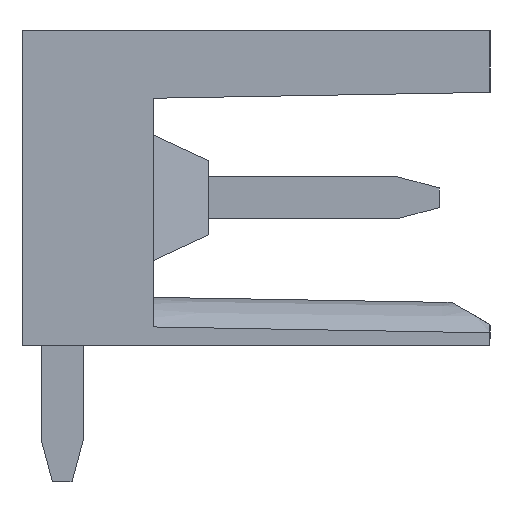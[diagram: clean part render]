
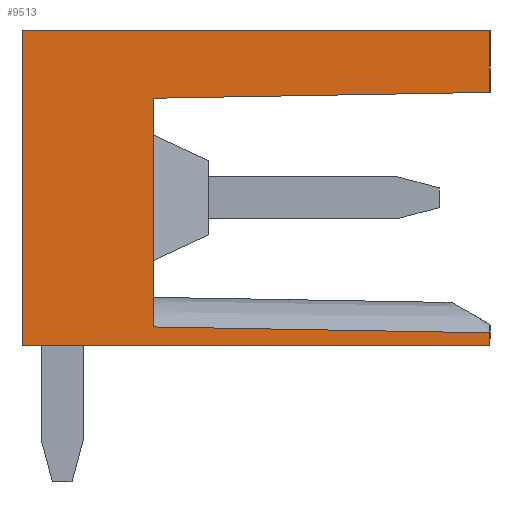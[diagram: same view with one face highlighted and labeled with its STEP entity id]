
A CAD part, left-side view. The second image highlights one B-rep face of the part: STEP entity #9513.
In plain terms, the highlighted planar face has unit normal (-1, 0, 0).
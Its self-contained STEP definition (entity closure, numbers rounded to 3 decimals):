
#9482=AXIS2_PLACEMENT_3D('Plane Axis2P3D',#9479,#9480,#9481) ;
#4663=CARTESIAN_POINT('Vertex',(0.,11.05,3.2)) ;
#4666=CARTESIAN_POINT('Line Origine',(0.,11.05,6.925)) ;
#4670=CARTESIAN_POINT('Vertex',(0.,11.05,10.65)) ;
#5534=CARTESIAN_POINT('Vertex',(0.,0.,3.2)) ;
#5537=CARTESIAN_POINT('Line Origine',(0.,5.525,3.2)) ;
#5632=CARTESIAN_POINT('Vertex',(0.,0.,10.65)) ;
#5637=CARTESIAN_POINT('Line Origine',(0.,0.,9.919)) ;
#5641=CARTESIAN_POINT('Vertex',(0.,0.,9.189)) ;
#7039=CARTESIAN_POINT('Line Origine',(0.,0.,3.356)) ;
#7043=CARTESIAN_POINT('Vertex',(0.,0.,3.511)) ;
#8115=CARTESIAN_POINT('Line Origine',(0.,5.525,10.65)) ;
#9479=CARTESIAN_POINT('Axis2P3D Location',(0.,0.,0.)) ;
#9484=CARTESIAN_POINT('Line Origine',(0.,3.975,3.581)) ;
#9488=CARTESIAN_POINT('Vertex',(0.,7.95,3.65)) ;
#9491=CARTESIAN_POINT('Line Origine',(0.,7.95,6.35)) ;
#9495=CARTESIAN_POINT('Vertex',(0.,7.95,9.05)) ;
#9498=CARTESIAN_POINT('Line Origine',(0.,3.975,9.119)) ;
#4667=DIRECTION('Vector Direction',(0.,0.,1.)) ;
#5538=DIRECTION('Vector Direction',(0.,1.,0.)) ;
#5638=DIRECTION('Vector Direction',(0.,0.,-1.)) ;
#7040=DIRECTION('Vector Direction',(0.,0.,-1.)) ;
#8116=DIRECTION('Vector Direction',(0.,-1.,0.)) ;
#9480=DIRECTION('Axis2P3D Direction',(-1.,0.,0.)) ;
#9481=DIRECTION('Axis2P3D XDirection',(0.,-1.,0.)) ;
#9485=DIRECTION('Vector Direction',(0.,1.,0.017)) ;
#9492=DIRECTION('Vector Direction',(0.,0.,1.)) ;
#9499=DIRECTION('Vector Direction',(0.,1.,-0.017)) ;
#4668=VECTOR('Line Direction',#4667,1.) ;
#5539=VECTOR('Line Direction',#5538,1.) ;
#5639=VECTOR('Line Direction',#5638,1.) ;
#7041=VECTOR('Line Direction',#7040,1.) ;
#8117=VECTOR('Line Direction',#8116,1.) ;
#9486=VECTOR('Line Direction',#9485,1.) ;
#9493=VECTOR('Line Direction',#9492,1.) ;
#9500=VECTOR('Line Direction',#9499,1.) ;
#9504=ORIENTED_EDGE('',*,*,#5643,.T.) ;
#9505=ORIENTED_EDGE('',*,*,#8119,.T.) ;
#9506=ORIENTED_EDGE('',*,*,#4672,.T.) ;
#9507=ORIENTED_EDGE('',*,*,#5541,.T.) ;
#9508=ORIENTED_EDGE('',*,*,#7045,.T.) ;
#9509=ORIENTED_EDGE('',*,*,#9490,.F.) ;
#9510=ORIENTED_EDGE('',*,*,#9497,.F.) ;
#9511=ORIENTED_EDGE('',*,*,#9502,.F.) ;
#9513=ADVANCED_FACE('HOUSING',(#9512),#9483,.T.) ;
#4672=EDGE_CURVE('',#4671,#4664,#4669,.F.) ;
#5541=EDGE_CURVE('',#4664,#5535,#5540,.F.) ;
#5643=EDGE_CURVE('',#5642,#5633,#5640,.F.) ;
#7045=EDGE_CURVE('',#5535,#7044,#7042,.F.) ;
#8119=EDGE_CURVE('',#5633,#4671,#8118,.F.) ;
#9490=EDGE_CURVE('',#9489,#7044,#9487,.F.) ;
#9497=EDGE_CURVE('',#9496,#9489,#9494,.F.) ;
#9502=EDGE_CURVE('',#5642,#9496,#9501,.T.) ;
#9503=EDGE_LOOP('',(#9504,#9505,#9506,#9507,#9508,#9509,#9510,#9511)) ;
#9512=FACE_OUTER_BOUND('',#9503,.T.) ;
#4669=LINE('Line',#4666,#4668) ;
#5540=LINE('Line',#5537,#5539) ;
#5640=LINE('Line',#5637,#5639) ;
#7042=LINE('Line',#7039,#7041) ;
#8118=LINE('Line',#8115,#8117) ;
#9487=LINE('Line',#9484,#9486) ;
#9494=LINE('Line',#9491,#9493) ;
#9501=LINE('Line',#9498,#9500) ;
#9483=PLANE('',#9482) ;
#4664=VERTEX_POINT('',#4663) ;
#4671=VERTEX_POINT('',#4670) ;
#5535=VERTEX_POINT('',#5534) ;
#5633=VERTEX_POINT('',#5632) ;
#5642=VERTEX_POINT('',#5641) ;
#7044=VERTEX_POINT('',#7043) ;
#9489=VERTEX_POINT('',#9488) ;
#9496=VERTEX_POINT('',#9495) ;
